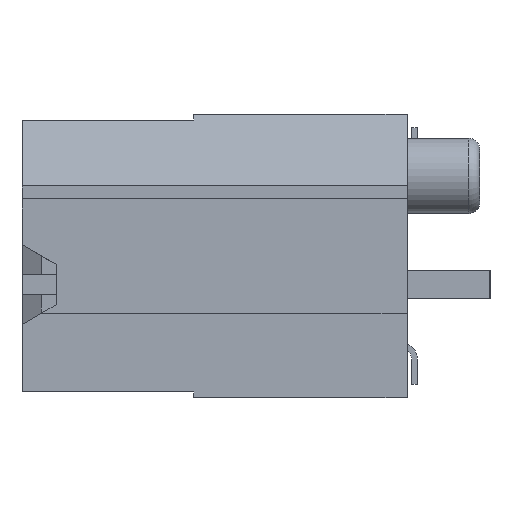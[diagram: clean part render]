
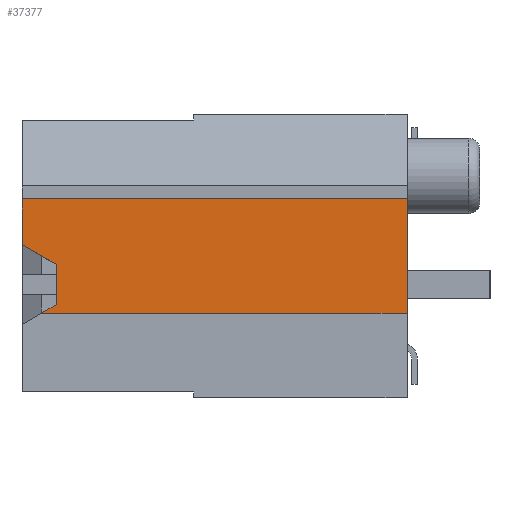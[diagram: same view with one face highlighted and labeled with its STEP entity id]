
A CAD part, left-side view. The second image highlights one B-rep face of the part: STEP entity #37377.
In plain terms, the highlighted planar face has unit normal (-1, 0, 0).
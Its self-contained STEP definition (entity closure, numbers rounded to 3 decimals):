
#438=LINE('',#50819,#5700);
#524=LINE('',#50999,#5786);
#788=LINE('',#51525,#6050);
#869=LINE('',#51685,#6131);
#2062=LINE('',#54098,#7324);
#2100=LINE('',#54197,#7362);
#2101=LINE('',#54199,#7363);
#5700=VECTOR('',#41029,1000.);
#5786=VECTOR('',#41123,1000.);
#6050=VECTOR('',#41393,1000.);
#6131=VECTOR('',#41494,1000.);
#7324=VECTOR('',#43921,1000.);
#7362=VECTOR('',#44057,1000.);
#7363=VECTOR('',#44060,1000.);
#14615=ORIENTED_EDGE('',*,*,#22482,.F.);
#14616=ORIENTED_EDGE('',*,*,#22401,.F.);
#14617=ORIENTED_EDGE('',*,*,#23739,.F.);
#14618=ORIENTED_EDGE('',*,*,#22137,.F.);
#14619=ORIENTED_EDGE('',*,*,#23740,.F.);
#14620=ORIENTED_EDGE('',*,*,#22048,.F.);
#14621=ORIENTED_EDGE('',*,*,#23693,.F.);
#22048=EDGE_CURVE('',#27587,#27588,#438,.T.);
#22137=EDGE_CURVE('',#27675,#27677,#524,.T.);
#22401=EDGE_CURVE('',#27935,#27936,#788,.T.);
#22482=EDGE_CURVE('',#27936,#28005,#869,.T.);
#23693=EDGE_CURVE('',#28005,#27587,#2062,.T.);
#23739=EDGE_CURVE('',#27677,#27935,#2100,.T.);
#23740=EDGE_CURVE('',#27588,#27675,#2101,.T.);
#27587=VERTEX_POINT('',#50820);
#27588=VERTEX_POINT('',#50821);
#27675=VERTEX_POINT('',#50997);
#27677=VERTEX_POINT('',#51000);
#27935=VERTEX_POINT('',#51524);
#27936=VERTEX_POINT('',#51526);
#28005=VERTEX_POINT('',#51686);
#31947=EDGE_LOOP('',(#14615,#14616,#14617,#14618,#14619,#14620,#14621));
#33811=FACE_BOUND('',#31947,.T.);
#35644=PLANE('',#39306);
#37377=ADVANCED_FACE('',(#33811),#35644,.F.);
#39306=AXIS2_PLACEMENT_3D('',#54198,#44058,#44059);
#41029=DIRECTION('',(0.,0.,1.));
#41123=DIRECTION('',(0.,0.,-1.));
#41393=DIRECTION('',(0.,-0.866,0.5));
#41494=DIRECTION('',(0.,0.,1.));
#43921=DIRECTION('',(0.,0.866,0.5));
#44057=DIRECTION('',(0.,1.,0.));
#44058=DIRECTION('',(1.,0.,0.));
#44059=DIRECTION('',(0.,0.,-1.));
#44060=DIRECTION('',(0.,-1.,0.));
#50819=CARTESIAN_POINT('',(-12.3,6.73,-1.));
#50820=CARTESIAN_POINT('',(-12.3,6.73,0.196));
#50821=CARTESIAN_POINT('',(-12.3,6.73,1.));
#50997=CARTESIAN_POINT('',(-12.3,0.,1.));
#50999=CARTESIAN_POINT('',(-12.3,0.,1.));
#51000=CARTESIAN_POINT('',(-12.3,0.,-1.));
#51524=CARTESIAN_POINT('',(-12.3,6.39,-1.));
#51525=CARTESIAN_POINT('',(-12.3,6.13,-0.85));
#51526=CARTESIAN_POINT('',(-12.3,6.13,-0.85));
#51685=CARTESIAN_POINT('',(-12.3,6.13,-0.15));
#51686=CARTESIAN_POINT('',(-12.3,6.13,-0.15));
#54098=CARTESIAN_POINT('',(-12.3,6.73,0.196));
#54197=CARTESIAN_POINT('',(-12.3,0.,-1.));
#54198=CARTESIAN_POINT('',(-12.3,0.,0.));
#54199=CARTESIAN_POINT('',(-12.3,6.73,1.));
